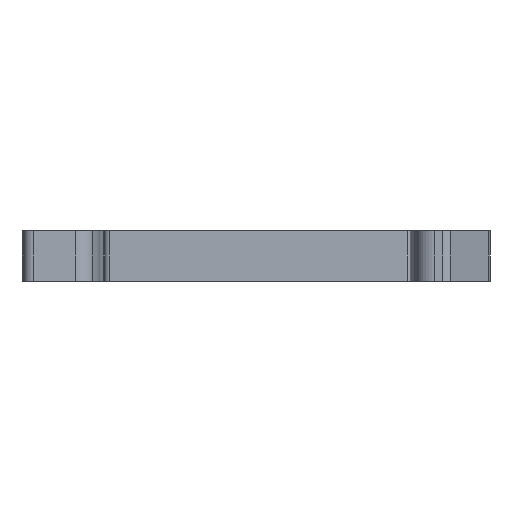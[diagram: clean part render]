
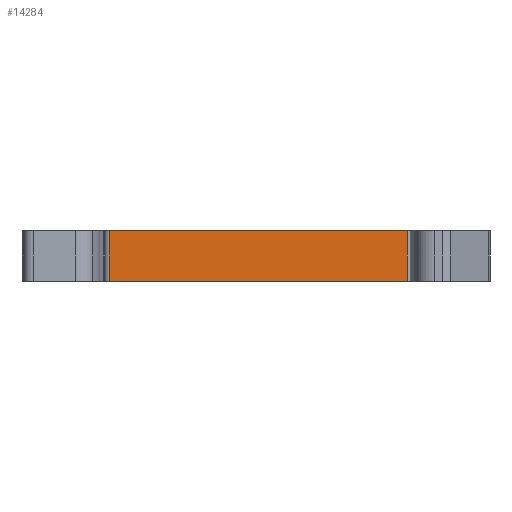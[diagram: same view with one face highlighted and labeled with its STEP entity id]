
A CAD part, front view. The second image highlights one B-rep face of the part: STEP entity #14284.
In plain terms, the highlighted planar face has unit normal (0, -1, 0).
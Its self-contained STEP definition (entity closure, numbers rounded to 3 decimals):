
#270=DIRECTION('',(1.,0.,0.));
#271=VECTOR('',#270,30.895);
#272=CARTESIAN_POINT('',(-10.195,-23.2,0.));
#273=LINE('',#272,#271);
#1489=DIRECTION('',(1.,0.,0.));
#1490=VECTOR('',#1489,30.895);
#1491=CARTESIAN_POINT('',(-10.195,-23.2,-5.2));
#1492=LINE('',#1491,#1490);
#4548=DIRECTION('',(0.,0.,-1.));
#4549=VECTOR('',#4548,5.2);
#4550=CARTESIAN_POINT('',(-10.195,-23.2,0.));
#4551=LINE('',#4550,#4549);
#4552=DIRECTION('',(0.,0.,-1.));
#4553=VECTOR('',#4552,5.2);
#4554=CARTESIAN_POINT('',(20.7,-23.2,0.));
#4555=LINE('',#4554,#4553);
#5372=CARTESIAN_POINT('',(-10.195,-23.2,0.));
#5373=VERTEX_POINT('',#5372);
#5374=CARTESIAN_POINT('',(20.7,-23.2,0.));
#5375=VERTEX_POINT('',#5374);
#5634=CARTESIAN_POINT('',(-10.195,-23.2,-5.2));
#5635=VERTEX_POINT('',#5634);
#5636=CARTESIAN_POINT('',(20.7,-23.2,-5.2));
#5637=VERTEX_POINT('',#5636);
#14272=CARTESIAN_POINT('',(-10.195,-23.2,0.));
#14273=DIRECTION('',(0.,-1.,0.));
#14274=DIRECTION('',(1.,0.,0.));
#14275=AXIS2_PLACEMENT_3D('',#14272,#14273,#14274);
#14276=PLANE('',#14275);
#14277=ORIENTED_EDGE('',*,*,#6923,.T.);
#14279=ORIENTED_EDGE('',*,*,#14278,.T.);
#14280=ORIENTED_EDGE('',*,*,#8277,.F.);
#14281=ORIENTED_EDGE('',*,*,#14258,.F.);
#14282=EDGE_LOOP('',(#14277,#14279,#14280,#14281));
#14283=FACE_OUTER_BOUND('',#14282,.F.);
#14284=ADVANCED_FACE('',(#14283),#14276,.T.);
#6923=EDGE_CURVE('',#5373,#5375,#273,.T.);
#8277=EDGE_CURVE('',#5635,#5637,#1492,.T.);
#14258=EDGE_CURVE('',#5373,#5635,#4551,.T.);
#14278=EDGE_CURVE('',#5375,#5637,#4555,.T.);
